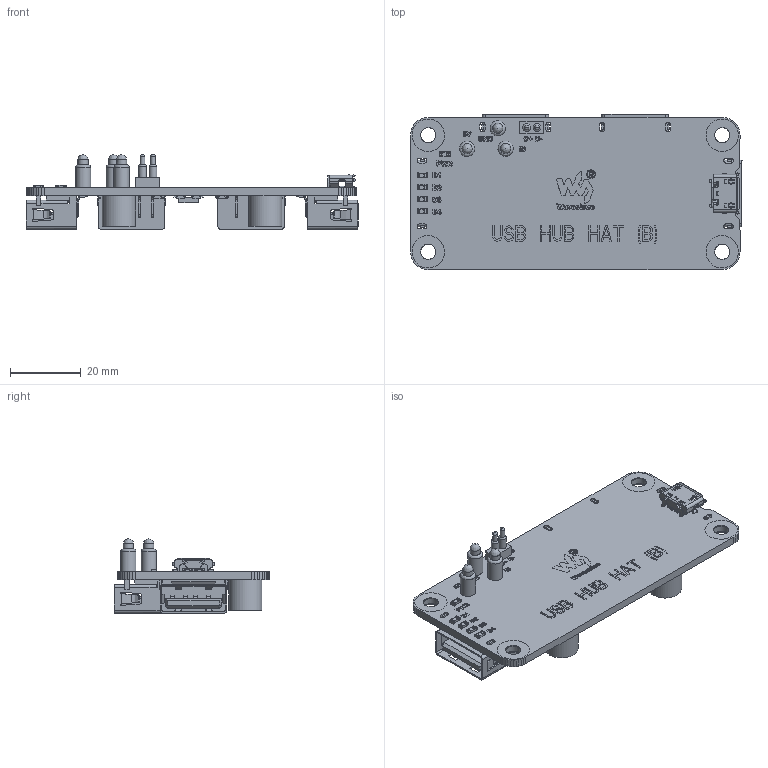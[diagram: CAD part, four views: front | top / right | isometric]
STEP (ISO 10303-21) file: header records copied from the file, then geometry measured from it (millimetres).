
FILE_DESCRIPTION(('FreeCAD Model'),'2;1');
FILE_NAME('Open CASCADE Shape Model','2025-04-30T03:14:46',('FreeCAD'),( 'FreeCAD'),'Open CASCADE STEP processor 7.6','FreeCAD','Unknown');
FILE_SCHEMA(('AUTOMOTIVE_DESIGN { 1 0 10303 214 1 1 1 1 }'));
Products named in the file (1): Open CASCADE STEP translator 7.6 1
Bounding box: 94.13 x 44 x 21.12 mm (x, y, z)
Volume: 16783 mm3; surface area: 23849.7 mm2
Topology: 178 solids, 178 shells, 5672 faces, 15566 edges, 10326 vertices
Faces by surface type: bspline 5672
Entity records: 168198 total; most frequent: CARTESIAN_POINT 73893, ORIENTED_EDGE 31114, EDGE_CURVE 15557, B_SPLINE_CURVE_WITH_KNOTS 14248, VERTEX_POINT 10326, FACE_BOUND 6011, EDGE_LOOP 6011, ADVANCED_FACE 5672
